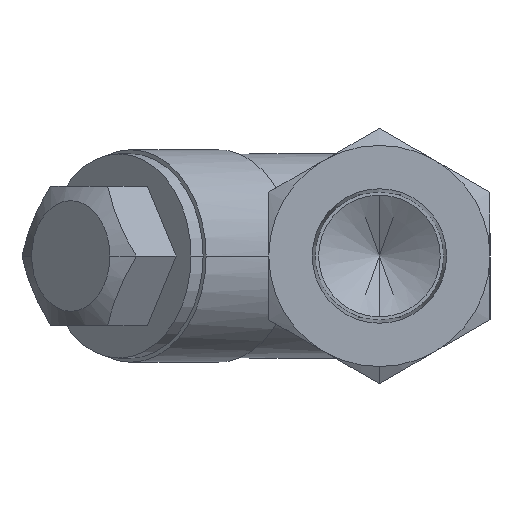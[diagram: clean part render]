
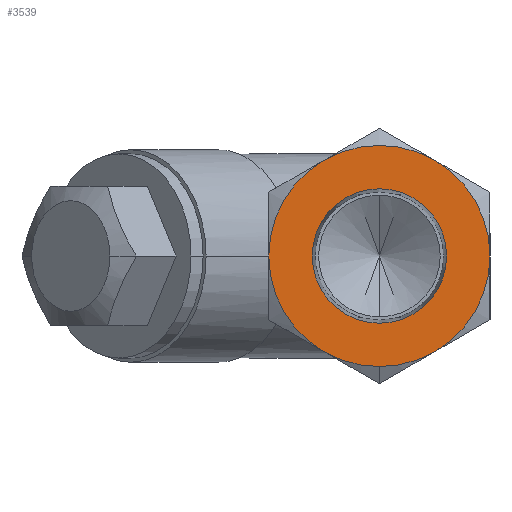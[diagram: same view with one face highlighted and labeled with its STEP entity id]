
A CAD part, left-side view. The second image highlights one B-rep face of the part: STEP entity #3539.
In plain terms, the highlighted planar face has unit normal (-1, 0, 0).
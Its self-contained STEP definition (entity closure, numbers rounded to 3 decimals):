
#110 = CARTESIAN_POINT ( 'NONE',  ( -32.5, 13., 0. ) ) ;
#127 = CARTESIAN_POINT ( 'NONE',  ( -32.5, 6.5, 11.258 ) ) ;
#270 = CARTESIAN_POINT ( 'NONE',  ( -32.5, 0., 0. ) ) ;
#271 = DIRECTION ( 'NONE',  ( 1., 0., 0. ) ) ;
#272 = DIRECTION ( 'NONE',  ( 0., 0., -1. ) ) ;
#273 = CARTESIAN_POINT ( 'NONE',  ( -32.5, 0., 0. ) ) ;
#274 = DIRECTION ( 'NONE',  ( 1., 0., 0. ) ) ;
#275 = DIRECTION ( 'NONE',  ( 0., 0., -1. ) ) ;
#276 = CARTESIAN_POINT ( 'NONE',  ( -32.5, 0., 0. ) ) ;
#277 = DIRECTION ( 'NONE',  ( 1., 0., 0. ) ) ;
#278 = DIRECTION ( 'NONE',  ( 0., 0., -1. ) ) ;
#279 = CARTESIAN_POINT ( 'NONE',  ( -32.5, 0., 0. ) ) ;
#280 = DIRECTION ( 'NONE',  ( 1., 0., 0. ) ) ;
#281 = DIRECTION ( 'NONE',  ( 0., 0., -1. ) ) ;
#282 = CARTESIAN_POINT ( 'NONE',  ( -32.5, 0., 0. ) ) ;
#283 = DIRECTION ( 'NONE',  ( 1., 0., 0. ) ) ;
#284 = DIRECTION ( 'NONE',  ( 0., 0., -1. ) ) ;
#285 = CARTESIAN_POINT ( 'NONE',  ( -32.5, 0., 0. ) ) ;
#286 = DIRECTION ( 'NONE',  ( -1., 0., 0. ) ) ;
#287 = DIRECTION ( 'NONE',  ( 0., 0., 1. ) ) ;
#288 = CARTESIAN_POINT ( 'NONE',  ( -32.5, 0., 0. ) ) ;
#289 = DIRECTION ( 'NONE',  ( 1., 0., 0. ) ) ;
#290 = DIRECTION ( 'NONE',  ( 0., 0., -1. ) ) ;
#516 = CARTESIAN_POINT ( 'NONE',  ( -32.5, 0., 0. ) ) ;
#517 = DIRECTION ( 'NONE',  ( 1., 0., 0. ) ) ;
#518 = DIRECTION ( 'NONE',  ( 0., 0., -1. ) ) ;
#809 = CARTESIAN_POINT ( 'NONE',  ( -32.5, 0., 0. ) ) ;
#810 = DIRECTION ( 'NONE',  ( -1., 0., 0. ) ) ;
#811 = DIRECTION ( 'NONE',  ( 0., 0., 1. ) ) ;
#945 = CIRCLE ( 'NONE', #1215, 13. ) ;
#1025 = CIRCLE ( 'NONE', #1232, 7.903 ) ;
#1215 = AXIS2_PLACEMENT_3D ( 'NONE', #516, #517, #518 ) ;
#1232 = AXIS2_PLACEMENT_3D ( 'NONE', #809, #810, #811 ) ;
#1341 = AXIS2_PLACEMENT_3D ( 'NONE', #2185, #2194, #2195 ) ;
#1893 = CARTESIAN_POINT ( 'NONE',  ( -32.5, 6.5, -11.258 ) ) ;
#1942 = CARTESIAN_POINT ( 'NONE',  ( -32.5, 0., 7.903 ) ) ;
#1959 = CARTESIAN_POINT ( 'NONE',  ( -32.5, -13., 0. ) ) ;
#1980 = CARTESIAN_POINT ( 'NONE',  ( -32.5, -6.5, -11.258 ) ) ;
#1999 = CARTESIAN_POINT ( 'NONE',  ( -32.5, 0., -7.903 ) ) ;
#2002 = CARTESIAN_POINT ( 'NONE',  ( -32.5, -6.5, 11.258 ) ) ;
#2009 = CARTESIAN_POINT ( 'NONE',  ( -32.5, 0., -13. ) ) ;
#2055 = VERTEX_POINT ( 'NONE', #1980 ) ;
#2064 = FACE_BOUND ( 'NONE', #2427, .T. ) ;
#2067 = FACE_OUTER_BOUND ( 'NONE', #2431, .T. ) ;
#2185 = CARTESIAN_POINT ( 'NONE',  ( -32.5, 0., 0. ) ) ;
#2189 = PLANE ( 'NONE',  #1341 ) ;
#2194 = DIRECTION ( 'NONE',  ( -1., 0., 0. ) ) ;
#2195 = DIRECTION ( 'NONE',  ( 0., 0., 1. ) ) ;
#2264 = VERTEX_POINT ( 'NONE', #1942 ) ;
#2266 = VERTEX_POINT ( 'NONE', #1999 ) ;
#2283 = VERTEX_POINT ( 'NONE', #2009 ) ;
#2312 = VERTEX_POINT ( 'NONE', #1893 ) ;
#2314 = VERTEX_POINT ( 'NONE', #1959 ) ;
#2317 = VERTEX_POINT ( 'NONE', #2002 ) ;
#2324 = VERTEX_POINT ( 'NONE', #110 ) ;
#2331 = VERTEX_POINT ( 'NONE', #127 ) ;
#2427 = EDGE_LOOP ( 'NONE', ( #2977, #2978 ) ) ;
#2431 = EDGE_LOOP ( 'NONE', ( #2979, #2980, #2981, #2982, #2983, #2984, #2985 ) ) ;
#2652 = EDGE_CURVE ( 'NONE', #2331, #2317, #3382, .T. ) ;
#2653 = EDGE_CURVE ( 'NONE', #2317, #2314, #3392, .T. ) ;
#2654 = EDGE_CURVE ( 'NONE', #2314, #2055, #3393, .T. ) ;
#2655 = EDGE_CURVE ( 'NONE', #2283, #2312, #3394, .T. ) ;
#2656 = EDGE_CURVE ( 'NONE', #2312, #2324, #3395, .T. ) ;
#2657 = EDGE_CURVE ( 'NONE', #2264, #2266, #3396, .T. ) ;
#2658 = EDGE_CURVE ( 'NONE', #2324, #2331, #3386, .T. ) ;
#2713 = EDGE_CURVE ( 'NONE', #2055, #2283, #945, .T. ) ;
#2739 = AXIS2_PLACEMENT_3D ( 'NONE', #270, #271, #272 ) ;
#2740 = AXIS2_PLACEMENT_3D ( 'NONE', #273, #274, #275 ) ;
#2741 = AXIS2_PLACEMENT_3D ( 'NONE', #276, #277, #278 ) ;
#2742 = AXIS2_PLACEMENT_3D ( 'NONE', #279, #280, #281 ) ;
#2743 = AXIS2_PLACEMENT_3D ( 'NONE', #282, #283, #284 ) ;
#2744 = AXIS2_PLACEMENT_3D ( 'NONE', #285, #286, #287 ) ;
#2745 = AXIS2_PLACEMENT_3D ( 'NONE', #288, #289, #290 ) ;
#2977 = ORIENTED_EDGE ( 'NONE', *, *, #2657, .F. ) ;
#2978 = ORIENTED_EDGE ( 'NONE', *, *, #3122, .F. ) ;
#2979 = ORIENTED_EDGE ( 'NONE', *, *, #2654, .F. ) ;
#2980 = ORIENTED_EDGE ( 'NONE', *, *, #2653, .F. ) ;
#2981 = ORIENTED_EDGE ( 'NONE', *, *, #2652, .F. ) ;
#2982 = ORIENTED_EDGE ( 'NONE', *, *, #2658, .F. ) ;
#2983 = ORIENTED_EDGE ( 'NONE', *, *, #2656, .F. ) ;
#2984 = ORIENTED_EDGE ( 'NONE', *, *, #2655, .F. ) ;
#2985 = ORIENTED_EDGE ( 'NONE', *, *, #2713, .F. ) ;
#3122 = EDGE_CURVE ( 'NONE', #2266, #2264, #1025, .T. ) ;
#3382 = CIRCLE ( 'NONE', #2739, 13. ) ;
#3386 = CIRCLE ( 'NONE', #2745, 13. ) ;
#3392 = CIRCLE ( 'NONE', #2740, 13. ) ;
#3393 = CIRCLE ( 'NONE', #2741, 13. ) ;
#3394 = CIRCLE ( 'NONE', #2742, 13. ) ;
#3395 = CIRCLE ( 'NONE', #2743, 13. ) ;
#3396 = CIRCLE ( 'NONE', #2744, 7.903 ) ;
#3539 = ADVANCED_FACE ( 'NONE', ( #2064, #2067 ), #2189, .T. ) ;
